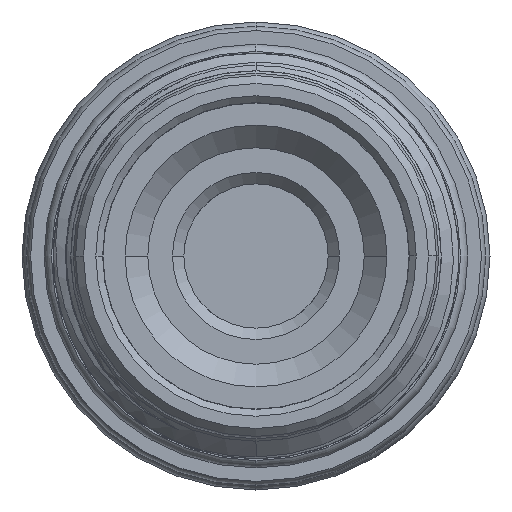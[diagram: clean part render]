
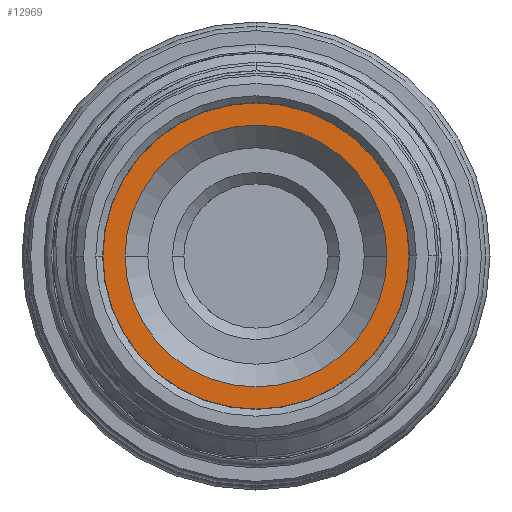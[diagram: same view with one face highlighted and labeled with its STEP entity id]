
A CAD part, left-side view. The second image highlights one B-rep face of the part: STEP entity #12969.
In plain terms, the highlighted planar face has unit normal (-1, 0, 0).
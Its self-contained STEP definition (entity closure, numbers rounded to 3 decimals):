
#461 = CARTESIAN_POINT ( 'NONE',  ( -29.508, 0., 0. ) ) ;
#1129 = EDGE_CURVE ( 'NONE', #1672, #8482, #10893, .T. ) ;
#1355 = CARTESIAN_POINT ( 'NONE',  ( -29.508, 0., 0. ) ) ;
#1610 = EDGE_CURVE ( 'NONE', #3326, #17367, #11119, .T. ) ;
#1672 = VERTEX_POINT ( 'NONE', #15643 ) ;
#1986 = AXIS2_PLACEMENT_3D ( 'NONE', #461, #3510, #13128 ) ;
#2066 = DIRECTION ( 'NONE',  ( 0., -1., 0. ) ) ;
#2586 = EDGE_CURVE ( 'NONE', #17367, #3326, #15870, .T. ) ;
#3326 = VERTEX_POINT ( 'NONE', #3535 ) ;
#3510 = DIRECTION ( 'NONE',  ( 1., 0., 0. ) ) ;
#3535 = CARTESIAN_POINT ( 'NONE',  ( -29.508, 13.47, 0. ) ) ;
#4161 = DIRECTION ( 'NONE',  ( 1., 0., 0. ) ) ;
#5732 = AXIS2_PLACEMENT_3D ( 'NONE', #14065, #17097, #9040 ) ;
#5937 = PLANE ( 'NONE',  #5732 ) ;
#6070 = CIRCLE ( 'NONE', #10690, 11.525 ) ;
#6163 = DIRECTION ( 'NONE',  ( 1., 0., 0. ) ) ;
#6846 = EDGE_CURVE ( 'NONE', #8482, #1672, #6070, .T. ) ;
#7057 = EDGE_LOOP ( 'NONE', ( #17908, #11351 ) ) ;
#8365 = FACE_BOUND ( 'NONE', #7057, .T. ) ;
#8482 = VERTEX_POINT ( 'NONE', #18903 ) ;
#9040 = DIRECTION ( 'NONE',  ( 0., -1., 0. ) ) ;
#9371 = EDGE_LOOP ( 'NONE', ( #20525, #19354 ) ) ;
#10690 = AXIS2_PLACEMENT_3D ( 'NONE', #18026, #19482, #2066 ) ;
#10893 = CIRCLE ( 'NONE', #1986, 11.525 ) ;
#11119 = CIRCLE ( 'NONE', #17072, 13.47 ) ;
#11351 = ORIENTED_EDGE ( 'NONE', *, *, #6846, .T. ) ;
#12969 = ADVANCED_FACE ( 'NONE', ( #8365, #19098 ), #5937, .F. ) ;
#13104 = CARTESIAN_POINT ( 'NONE',  ( -29.508, -13.47, 0. ) ) ;
#13128 = DIRECTION ( 'NONE',  ( 0., -1., 0. ) ) ;
#13693 = CARTESIAN_POINT ( 'NONE',  ( -29.508, 0., 0. ) ) ;
#14065 = CARTESIAN_POINT ( 'NONE',  ( -29.508, 0., -13.47 ) ) ;
#14226 = DIRECTION ( 'NONE',  ( 0., -1., 0. ) ) ;
#15643 = CARTESIAN_POINT ( 'NONE',  ( -29.508, 11.525, 0. ) ) ;
#15870 = CIRCLE ( 'NONE', #19341, 13.47 ) ;
#17072 = AXIS2_PLACEMENT_3D ( 'NONE', #13693, #4161, #18523 ) ;
#17097 = DIRECTION ( 'NONE',  ( 1., 0., 0. ) ) ;
#17367 = VERTEX_POINT ( 'NONE', #13104 ) ;
#17908 = ORIENTED_EDGE ( 'NONE', *, *, #1129, .T. ) ;
#18026 = CARTESIAN_POINT ( 'NONE',  ( -29.508, 0., 0. ) ) ;
#18523 = DIRECTION ( 'NONE',  ( 0., -1., 0. ) ) ;
#18903 = CARTESIAN_POINT ( 'NONE',  ( -29.508, -11.525, 0. ) ) ;
#19098 = FACE_OUTER_BOUND ( 'NONE', #9371, .T. ) ;
#19341 = AXIS2_PLACEMENT_3D ( 'NONE', #1355, #6163, #14226 ) ;
#19354 = ORIENTED_EDGE ( 'NONE', *, *, #1610, .F. ) ;
#19482 = DIRECTION ( 'NONE',  ( 1., 0., 0. ) ) ;
#20525 = ORIENTED_EDGE ( 'NONE', *, *, #2586, .F. ) ;
